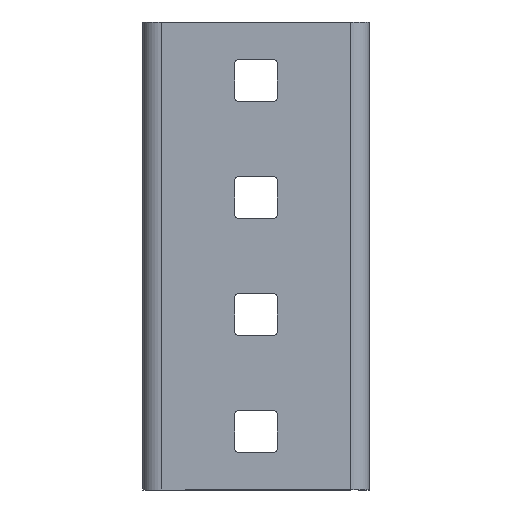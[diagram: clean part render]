
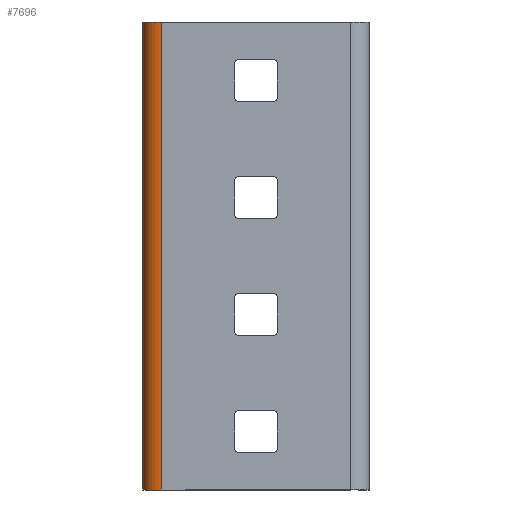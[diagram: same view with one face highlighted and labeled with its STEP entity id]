
A CAD part, front view. The second image highlights one B-rep face of the part: STEP entity #7696.
In plain terms, the highlighted cylindrical face has radius 1.981 mm (diameter 3.962 mm), a partial arc.
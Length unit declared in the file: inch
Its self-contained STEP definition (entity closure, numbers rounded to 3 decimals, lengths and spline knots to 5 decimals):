
#795=CYLINDRICAL_SURFACE('',#8208,0.078);
#1112=CIRCLE('',#8209,0.078);
#1113=CIRCLE('',#8210,0.078);
#1646=FACE_OUTER_BOUND('',#2028,.T.);
#2028=EDGE_LOOP('',(#6230,#6231,#6232,#6233));
#2352=LINE('',#11542,#3040);
#2573=LINE('',#12133,#3261);
#3040=VECTOR('',#9022,2.);
#3261=VECTOR('',#9691,2.);
#3794=VERTEX_POINT('',#11531);
#3799=VERTEX_POINT('',#11540);
#3944=VERTEX_POINT('',#12131);
#3945=VERTEX_POINT('',#12132);
#4472=EDGE_CURVE('',#3794,#3799,#2352,.T.);
#4767=EDGE_CURVE('',#3944,#3945,#2573,.T.);
#4768=EDGE_CURVE('',#3794,#3944,#1112,.T.);
#4769=EDGE_CURVE('',#3945,#3799,#1113,.T.);
#6230=ORIENTED_EDGE('',*,*,#4767,.F.);
#6231=ORIENTED_EDGE('',*,*,#4768,.F.);
#6232=ORIENTED_EDGE('',*,*,#4472,.T.);
#6233=ORIENTED_EDGE('',*,*,#4769,.F.);
#7696=ADVANCED_FACE('',(#1646),#795,.T.);
#8208=AXIS2_PLACEMENT_3D('',#12130,#9689,#9690);
#8209=AXIS2_PLACEMENT_3D('',#12134,#9692,#9693);
#8210=AXIS2_PLACEMENT_3D('',#12135,#9694,#9695);
#9022=DIRECTION('',(0.,0.,-1.));
#9689=DIRECTION('center_axis',(0.,0.,1.));
#9690=DIRECTION('ref_axis',(-1.,0.,0.));
#9691=DIRECTION('',(0.,0.,-1.));
#9692=DIRECTION('center_axis',(0.,0.,1.));
#9693=DIRECTION('ref_axis',(0.,-1.,0.));
#9694=DIRECTION('center_axis',(0.,0.,-1.));
#9695=DIRECTION('ref_axis',(0.,-1.,0.));
#11531=CARTESIAN_POINT('',(-0.4835,0.078,1.));
#11540=CARTESIAN_POINT('',(-0.4835,0.078,-1.));
#11542=CARTESIAN_POINT('',(-0.4835,0.078,1.));
#12130=CARTESIAN_POINT('Origin',(-0.4055,0.078,1.));
#12131=CARTESIAN_POINT('',(-0.4055,0.,1.));
#12132=CARTESIAN_POINT('',(-0.4055,0.,-1.));
#12133=CARTESIAN_POINT('',(-0.4055,0.,1.));
#12134=CARTESIAN_POINT('Origin',(-0.4055,0.078,1.));
#12135=CARTESIAN_POINT('Origin',(-0.4055,0.078,-1.));
